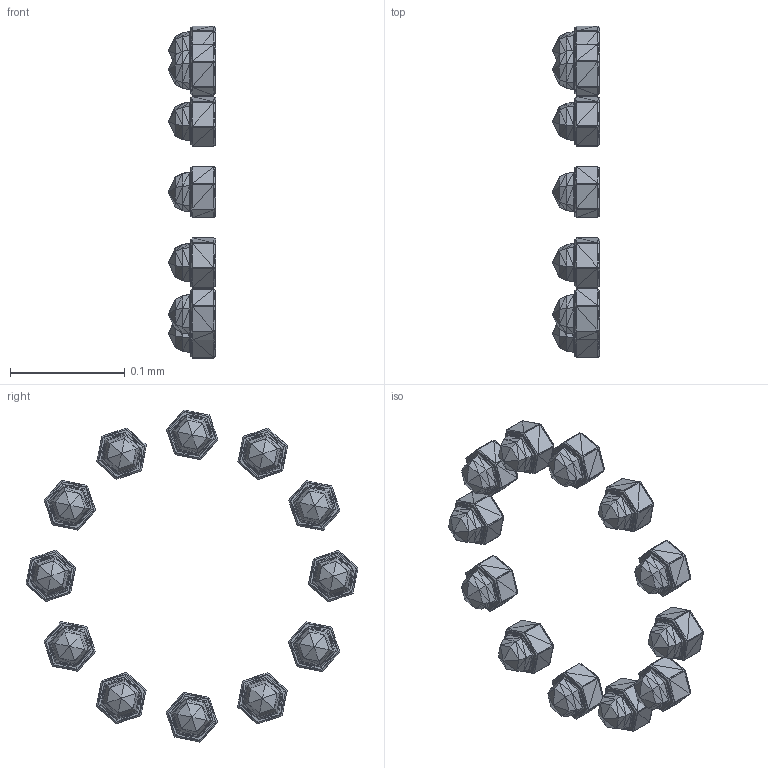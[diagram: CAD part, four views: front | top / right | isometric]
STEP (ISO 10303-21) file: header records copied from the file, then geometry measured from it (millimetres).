
FILE_DESCRIPTION (( 'STEP AP203' ), '1' );
FILE_NAME ('Wheels BoltsR_Default_sldprt.STEP', '2019-12-12T21:41:28', ( '' ), ( '' ), 'SwSTEP 2.0', 'SolidWorks 2017', '' );
FILE_SCHEMA (( 'CONFIG_CONTROL_DESIGN' ));
Length unit declared in the file: millimetre
Products named in the file (1): Wheels BoltsR_Default_sldprt
Bounding box: 0.04 x 0.29 x 0.29 mm (x, y, z)
Surface area: 0.1 mm2 (no closed solid volume)
Topology: 0 solids, 12 shells, 1440 faces, 2232 edges, 804 vertices
Faces by surface type: plane 1440
Entity records: 28704 total; most frequent: DIRECTION 5114, CARTESIAN_POINT 4477, ORIENTED_EDGE 4320, EDGE_CURVE 2232, VECTOR 2232, LINE 2232, AXIS2_PLACEMENT_3D 1441, ADVANCED_FACE 1440
